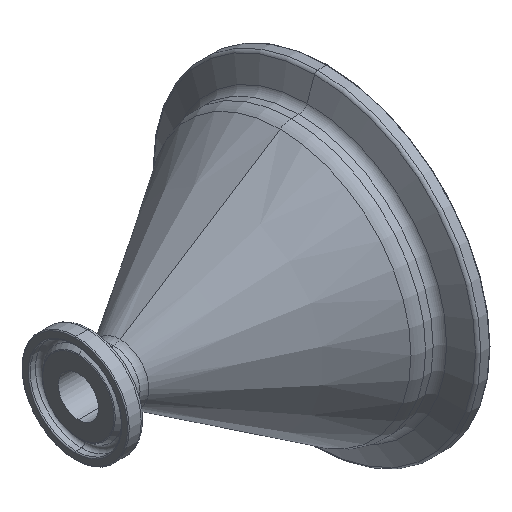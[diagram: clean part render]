
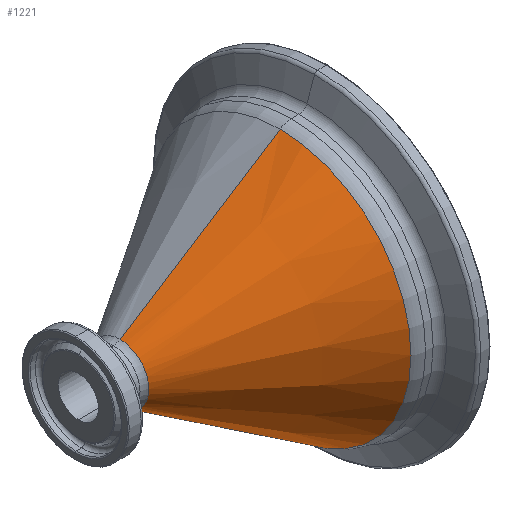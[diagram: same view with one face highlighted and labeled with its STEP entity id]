
A CAD part, isometric view. The second image highlights one B-rep face of the part: STEP entity #1221.
In plain terms, the highlighted conical face has half-angle 32.543 degrees and reference radius 31.875 mm.
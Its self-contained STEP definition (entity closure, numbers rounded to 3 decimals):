
#187 = DIRECTION ( 'NONE',  ( 0.843, 0., -0.538 ) ) ;
#201 = AXIS2_PLACEMENT_3D ( 'NONE', #299, #719, #829 ) ;
#251 = CARTESIAN_POINT ( 'NONE',  ( 50., 0., 0. ) ) ;
#261 = FACE_OUTER_BOUND ( 'NONE', #1024, .T. ) ;
#297 = VERTEX_POINT ( 'NONE', #824 ) ;
#299 = CARTESIAN_POINT ( 'NONE',  ( 48.77, 0., 0. ) ) ;
#315 = VECTOR ( 'NONE', #1652, 1000. ) ;
#358 = ORIENTED_EDGE ( 'NONE', *, *, #589, .T. ) ;
#372 = CARTESIAN_POINT ( 'NONE',  ( 50., 0., 31.875 ) ) ;
#413 = ORIENTED_EDGE ( 'NONE', *, *, #973, .T. ) ;
#500 = CIRCLE ( 'NONE', #1472, 6.821 ) ;
#555 = VERTEX_POINT ( 'NONE', #1099 ) ;
#581 = AXIS2_PLACEMENT_3D ( 'NONE', #251, #808, #1304 ) ;
#589 = EDGE_CURVE ( 'NONE', #555, #297, #500, .T. ) ;
#719 = DIRECTION ( 'NONE',  ( -1., 0., 0. ) ) ;
#808 = DIRECTION ( 'NONE',  ( 1., 0., 0. ) ) ;
#824 = CARTESIAN_POINT ( 'NONE',  ( 10.738, 0., -6.821 ) ) ;
#829 = DIRECTION ( 'NONE',  ( 0., 0., 1. ) ) ;
#836 = DIRECTION ( 'NONE',  ( 1., 0., 0. ) ) ;
#841 = CARTESIAN_POINT ( 'NONE',  ( 50., 0., -31.875 ) ) ;
#973 = EDGE_CURVE ( 'NONE', #297, #1127, #1238, .T. ) ;
#994 = CONICAL_SURFACE ( 'NONE', #581, 31.875, 0.568 ) ;
#1009 = EDGE_CURVE ( 'NONE', #555, #1658, #1281, .T. ) ;
#1024 = EDGE_LOOP ( 'NONE', ( #1179, #358, #413, #1251 ) ) ;
#1092 = CARTESIAN_POINT ( 'NONE',  ( 10.738, 0., 0. ) ) ;
#1099 = CARTESIAN_POINT ( 'NONE',  ( 10.738, 0., 6.821 ) ) ;
#1127 = VERTEX_POINT ( 'NONE', #1680 ) ;
#1179 = ORIENTED_EDGE ( 'NONE', *, *, #1009, .F. ) ;
#1221 = ADVANCED_FACE ( 'NONE', ( #261 ), #994, .T. ) ;
#1238 = LINE ( 'NONE', #841, #1565 ) ;
#1251 = ORIENTED_EDGE ( 'NONE', *, *, #1392, .T. ) ;
#1281 = LINE ( 'NONE', #372, #315 ) ;
#1304 = DIRECTION ( 'NONE',  ( 0., 0., -1. ) ) ;
#1363 = DIRECTION ( 'NONE',  ( 0., 0., -1. ) ) ;
#1377 = CARTESIAN_POINT ( 'NONE',  ( 48.77, 0., 31.09 ) ) ;
#1392 = EDGE_CURVE ( 'NONE', #1127, #1658, #1596, .T. ) ;
#1472 = AXIS2_PLACEMENT_3D ( 'NONE', #1092, #836, #1363 ) ;
#1565 = VECTOR ( 'NONE', #187, 1000. ) ;
#1596 = CIRCLE ( 'NONE', #201, 31.09 ) ;
#1652 = DIRECTION ( 'NONE',  ( 0.843, 0., 0.538 ) ) ;
#1658 = VERTEX_POINT ( 'NONE', #1377 ) ;
#1680 = CARTESIAN_POINT ( 'NONE',  ( 48.77, 0., -31.09 ) ) ;
